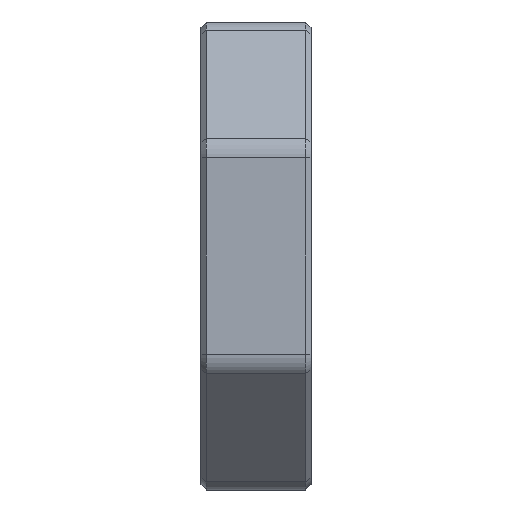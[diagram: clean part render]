
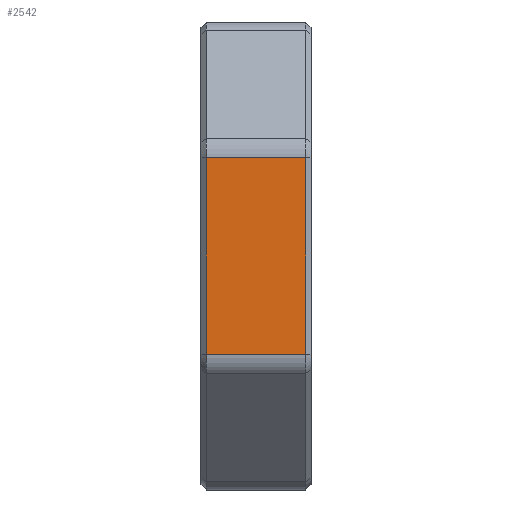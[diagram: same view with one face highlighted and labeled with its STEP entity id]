
A CAD part, left-side view. The second image highlights one B-rep face of the part: STEP entity #2542.
In plain terms, the highlighted planar face has unit normal (-1, 0, 0).
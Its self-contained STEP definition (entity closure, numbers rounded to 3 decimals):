
#18 = VERTEX_POINT ( 'NONE', #3435 ) ;
#89 = FACE_OUTER_BOUND ( 'NONE', #3275, .T. ) ;
#169 = ORIENTED_EDGE ( 'NONE', *, *, #1918, .T. ) ;
#406 = EDGE_CURVE ( 'NONE', #2379, #661, #567, .T. ) ;
#415 = CARTESIAN_POINT ( 'NONE',  ( -270., 1., -17.829 ) ) ;
#522 = DIRECTION ( 'NONE',  ( 0., 1., 0. ) ) ;
#567 = LINE ( 'NONE', #1381, #2658 ) ;
#661 = VERTEX_POINT ( 'NONE', #415 ) ;
#670 = CARTESIAN_POINT ( 'NONE',  ( -270., 20., -19.9 ) ) ;
#820 = ORIENTED_EDGE ( 'NONE', *, *, #406, .T. ) ;
#891 = VERTEX_POINT ( 'NONE', #1206 ) ;
#893 = AXIS2_PLACEMENT_3D ( 'NONE', #670, #3459, #1802 ) ;
#956 = EDGE_CURVE ( 'NONE', #18, #2379, #1788, .T. ) ;
#1206 = CARTESIAN_POINT ( 'NONE',  ( -270., 1., 17.829 ) ) ;
#1381 = CARTESIAN_POINT ( 'NONE',  ( -270., 20., -17.829 ) ) ;
#1385 = VECTOR ( 'NONE', #1815, 1000. ) ;
#1788 = LINE ( 'NONE', #2381, #2538 ) ;
#1802 = DIRECTION ( 'NONE',  ( 0., 0., -1. ) ) ;
#1815 = DIRECTION ( 'NONE',  ( 0., 0., 1. ) ) ;
#1901 = CARTESIAN_POINT ( 'NONE',  ( -270., 1., 17.829 ) ) ;
#1918 = EDGE_CURVE ( 'NONE', #891, #18, #3109, .T. ) ;
#1987 = DIRECTION ( 'NONE',  ( 0., -1., 0. ) ) ;
#2379 = VERTEX_POINT ( 'NONE', #3684 ) ;
#2381 = CARTESIAN_POINT ( 'NONE',  ( -270., 19., -19.9 ) ) ;
#2475 = ORIENTED_EDGE ( 'NONE', *, *, #956, .T. ) ;
#2538 = VECTOR ( 'NONE', #3500, 1000. ) ;
#2542 = ADVANCED_FACE ( 'NONE', ( #89 ), #3254, .F. ) ;
#2658 = VECTOR ( 'NONE', #1987, 1000. ) ;
#3109 = LINE ( 'NONE', #3407, #3184 ) ;
#3184 = VECTOR ( 'NONE', #522, 1000. ) ;
#3254 = PLANE ( 'NONE',  #893 ) ;
#3275 = EDGE_LOOP ( 'NONE', ( #169, #2475, #820, #3620 ) ) ;
#3295 = EDGE_CURVE ( 'NONE', #661, #891, #3651, .T. ) ;
#3407 = CARTESIAN_POINT ( 'NONE',  ( -270., 20., 17.829 ) ) ;
#3435 = CARTESIAN_POINT ( 'NONE',  ( -270., 19., 17.829 ) ) ;
#3459 = DIRECTION ( 'NONE',  ( 1., 0., 0. ) ) ;
#3500 = DIRECTION ( 'NONE',  ( 0., 0., -1. ) ) ;
#3620 = ORIENTED_EDGE ( 'NONE', *, *, #3295, .T. ) ;
#3651 = LINE ( 'NONE', #1901, #1385 ) ;
#3684 = CARTESIAN_POINT ( 'NONE',  ( -270., 19., -17.829 ) ) ;
